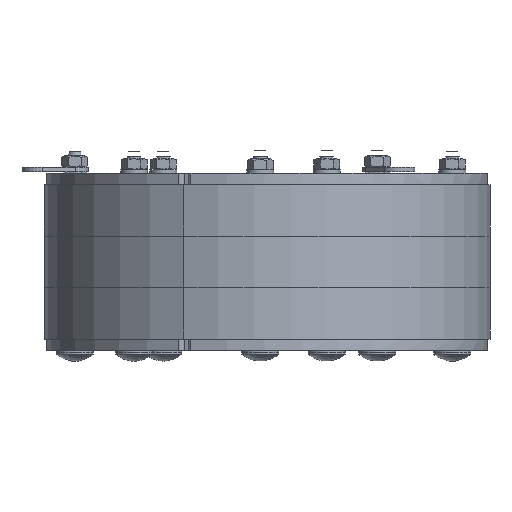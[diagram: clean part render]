
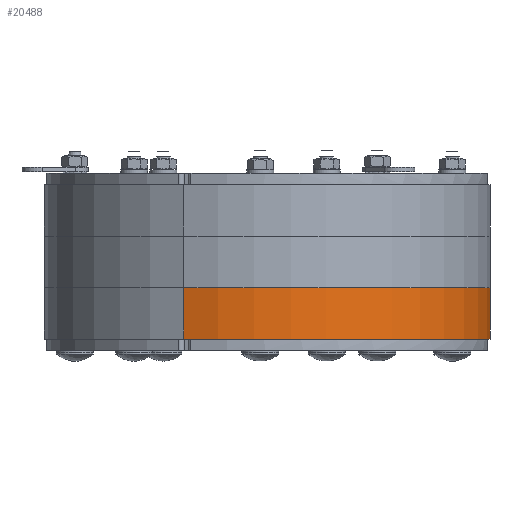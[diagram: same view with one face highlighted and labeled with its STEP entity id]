
A CAD part, left-side view. The second image highlights one B-rep face of the part: STEP entity #20488.
In plain terms, the highlighted cylindrical face has radius 99.5 mm (diameter 199 mm), a partial arc.
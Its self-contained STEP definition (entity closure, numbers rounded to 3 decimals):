
#443=CYLINDRICAL_SURFACE('',#22746,99.5);
#1009=LINE('',#31260,#2443);
#1233=LINE('',#32299,#2667);
#2443=VECTOR('',#24987,10.);
#2667=VECTOR('',#25945,10.);
#4803=FACE_OUTER_BOUND('',#6083,.T.);
#6083=EDGE_LOOP('',(#17084,#17085,#17086,#17087));
#7272=CIRCLE('',#22730,99.5);
#7279=CIRCLE('',#22747,99.5);
#7823=VERTEX_POINT('',#30494);
#7982=VERTEX_POINT('',#31010);
#8347=VERTEX_POINT('',#32297);
#8348=VERTEX_POINT('',#32298);
#10147=EDGE_CURVE('',#7823,#7982,#1009,.T.);
#10609=EDGE_CURVE('',#8347,#8348,#1233,.T.);
#11734=EDGE_CURVE('',#7982,#8348,#7272,.T.);
#11750=EDGE_CURVE('',#7823,#8347,#7279,.T.);
#17084=ORIENTED_EDGE('',*,*,#10609,.F.);
#17085=ORIENTED_EDGE('',*,*,#11750,.F.);
#17086=ORIENTED_EDGE('',*,*,#10147,.T.);
#17087=ORIENTED_EDGE('',*,*,#11734,.T.);
#20488=ADVANCED_FACE('',(#4803),#443,.T.);
#22730=AXIS2_PLACEMENT_3D('',#34816,#28486,#28487);
#22746=AXIS2_PLACEMENT_3D('',#34847,#28527,#28528);
#22747=AXIS2_PLACEMENT_3D('',#34848,#28529,#28530);
#24987=DIRECTION('',(0.,0.,1.));
#25945=DIRECTION('',(0.,0.,1.));
#28486=DIRECTION('center_axis',(0.,0.,
-1.));
#28487=DIRECTION('ref_axis',(0.927,-0.375,0.));
#28527=DIRECTION('center_axis',(0.,0.,
-1.));
#28528=DIRECTION('ref_axis',(0.927,-0.375,0.));
#28529=DIRECTION('center_axis',(0.,0.,
-1.));
#28530=DIRECTION('ref_axis',(0.927,-0.375,0.));
#30494=CARTESIAN_POINT('',(0.,-99.5,-69.));
#31010=CARTESIAN_POINT('',(0.,-99.5,-46.));
#31260=CARTESIAN_POINT('',(0.,-99.5,-57.5));
#32297=CARTESIAN_POINT('',(-92.255,37.273,-69.));
#32298=CARTESIAN_POINT('',(-92.255,37.273,-46.));
#32299=CARTESIAN_POINT('',(-92.255,37.273,-57.5));
#34816=CARTESIAN_POINT('Origin',(0.,0.,
-46.));
#34847=CARTESIAN_POINT('Origin',(0.,0.,
-57.5));
#34848=CARTESIAN_POINT('Origin',(0.,0.,
-69.));
